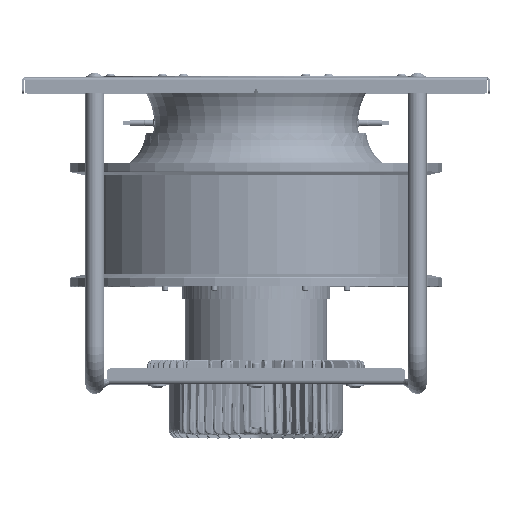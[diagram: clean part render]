
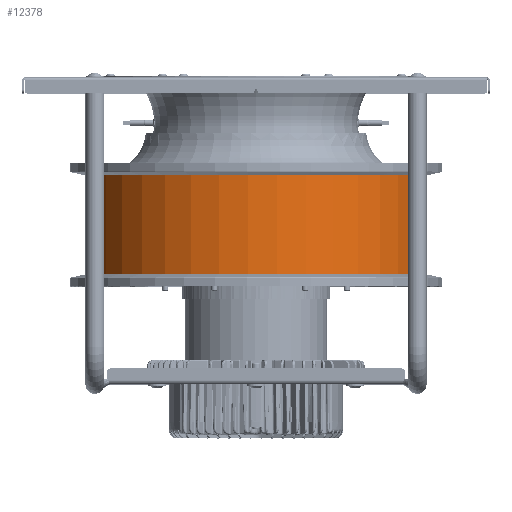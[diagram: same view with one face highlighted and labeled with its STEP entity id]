
A CAD part, top view. The second image highlights one B-rep face of the part: STEP entity #12378.
In plain terms, the highlighted cylindrical face has radius 162 mm (diameter 324 mm), a partial arc.
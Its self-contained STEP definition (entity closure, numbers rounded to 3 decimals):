
#3578=CARTESIAN_POINT('',(0.,55.8,0.));
#3579=DIRECTION('',(0.,-1.,0.));
#3580=DIRECTION('',(0.976,0.,0.22));
#3581=AXIS2_PLACEMENT_3D('',#3578,#3579,#3580);
#3598=DIRECTION('',(0.,1.,0.));
#3599=VECTOR('',#3598,95.);
#3600=CARTESIAN_POINT('',(158.041,55.8,35.596));
#3601=LINE('',#3600,#3599);
#3602=DIRECTION('',(0.,-1.,0.));
#3603=VECTOR('',#3602,95.);
#3604=CARTESIAN_POINT('',(-158.041,150.8,-35.596));
#3605=LINE('',#3604,#3603);
#3616=CARTESIAN_POINT('',(0.,150.8,0.));
#3617=DIRECTION('',(0.,-1.,0.));
#3618=DIRECTION('',(0.976,0.,0.22));
#3619=AXIS2_PLACEMENT_3D('',#3616,#3617,#3618);
#7157=CARTESIAN_POINT('',(158.041,55.8,35.596));
#7158=CARTESIAN_POINT('',(-158.041,55.8,-35.596));
#7159=VERTEX_POINT('',#7157);
#7160=VERTEX_POINT('',#7158);
#7175=CARTESIAN_POINT('',(158.041,150.8,35.596));
#7176=CARTESIAN_POINT('',(-158.041,150.8,-35.596));
#7177=VERTEX_POINT('',#7175);
#7178=VERTEX_POINT('',#7176);
#12364=CARTESIAN_POINT('',(0.,152.7,0.));
#12365=DIRECTION('',(0.,-1.,0.));
#12366=DIRECTION('',(0.976,0.,0.22));
#12367=AXIS2_PLACEMENT_3D('',#12364,#12365,#12366);
#12368=CYLINDRICAL_SURFACE('',#12367,162.);
#12369=ORIENTED_EDGE('',*,*,#12344,.T.);
#12371=ORIENTED_EDGE('',*,*,#12370,.F.);
#12373=ORIENTED_EDGE('',*,*,#12372,.F.);
#12375=ORIENTED_EDGE('',*,*,#12374,.F.);
#12376=EDGE_LOOP('',(#12369,#12371,#12373,#12375));
#12377=FACE_OUTER_BOUND('',#12376,.F.);
#12378=ADVANCED_FACE('',(#12377),#12368,.T.);
#3582=CIRCLE('',#3581,162.);
#3620=CIRCLE('',#3619,162.);
#12344=EDGE_CURVE('',#7159,#7160,#3582,.T.);
#12370=EDGE_CURVE('',#7178,#7160,#3605,.T.);
#12372=EDGE_CURVE('',#7177,#7178,#3620,.T.);
#12374=EDGE_CURVE('',#7159,#7177,#3601,.T.);
